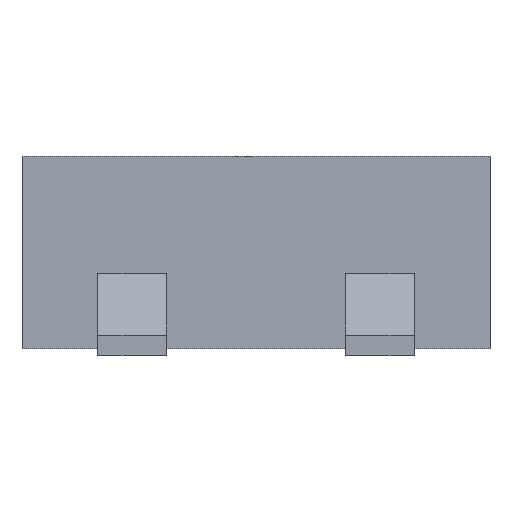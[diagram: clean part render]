
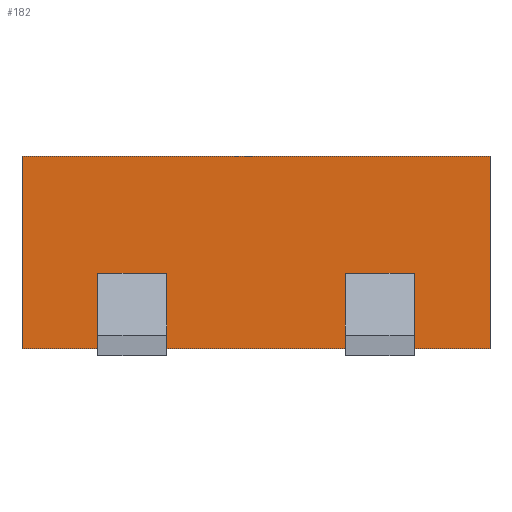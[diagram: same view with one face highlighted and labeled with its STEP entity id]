
A CAD part, front view. The second image highlights one B-rep face of the part: STEP entity #182.
In plain terms, the highlighted planar face has unit normal (0, -1, 0).
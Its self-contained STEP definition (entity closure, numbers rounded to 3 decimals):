
#13=DIRECTION('',(0.,0.,1.));
#110=VERTEX_POINT('',#111);
#111=CARTESIAN_POINT('',(-1.15,-1.35,0.6));
#114=EDGE_CURVE('',#115,#110,#117,.T.);
#115=VERTEX_POINT('',#116);
#116=CARTESIAN_POINT('',(-1.15,-1.35,0.45));
#117=LINE('',#118,#119);
#118=CARTESIAN_POINT('',(-1.15,-1.35,0.025));
#119=VECTOR('',#120,1.);
#120=DIRECTION('',(0.,0.,1.));
#144=VERTEX_POINT('',#145);
#145=CARTESIAN_POINT('',(-0.65,-1.35,0.6));
#147=ORIENTED_EDGE('',*,*,#148,.F.);
#148=EDGE_CURVE('',#149,#144,#151,.T.);
#149=VERTEX_POINT('',#150);
#150=CARTESIAN_POINT('',(-0.65,-1.35,0.45));
#151=LINE('',#152,#119);
#152=CARTESIAN_POINT('',(-0.65,-1.35,0.025));
#174=ORIENTED_EDGE('',*,*,#175,.F.);
#175=EDGE_CURVE('',#115,#149,#176,.T.);
#176=LINE('',#177,#178);
#177=CARTESIAN_POINT('',(0.275,-1.35,0.45));
#178=VECTOR('',#179,1.);
#179=DIRECTION('',(1.,0.,0.));
#182=ADVANCED_FACE('',(#183,#208,#234),#241,.T.);
#183=FACE_BOUND('',#184,.T.);
#184=EDGE_LOOP('',(#185,#193,#200,#205));
#185=ORIENTED_EDGE('',*,*,#186,.T.);
#186=EDGE_CURVE('',#187,#189,#191,.T.);
#187=VERTEX_POINT('',#188);
#188=CARTESIAN_POINT('',(1.7,-1.35,0.05));
#189=VERTEX_POINT('',#190);
#190=CARTESIAN_POINT('',(1.7,-1.35,1.45));
#191=LINE('',#188,#192);
#192=VECTOR('',#13,1.);
#193=ORIENTED_EDGE('',*,*,#194,.T.);
#194=EDGE_CURVE('',#189,#195,#197,.T.);
#195=VERTEX_POINT('',#196);
#196=CARTESIAN_POINT('',(-1.7,-1.35,1.45));
#197=LINE('',#190,#198);
#198=VECTOR('',#199,1.);
#199=DIRECTION('',(-1.,0.,0.));
#200=ORIENTED_EDGE('',*,*,#201,.F.);
#201=EDGE_CURVE('',#202,#195,#204,.T.);
#202=VERTEX_POINT('',#203);
#203=CARTESIAN_POINT('',(-1.7,-1.35,0.05));
#204=LINE('',#203,#192);
#205=ORIENTED_EDGE('',*,*,#206,.F.);
#206=EDGE_CURVE('',#187,#202,#207,.T.);
#207=LINE('',#188,#198);
#208=FACE_BOUND('',#209,.T.);
#209=EDGE_LOOP('',(#210,#218,#224,#230));
#210=ORIENTED_EDGE('',*,*,#211,.F.);
#211=EDGE_CURVE('',#212,#214,#216,.T.);
#212=VERTEX_POINT('',#213);
#213=CARTESIAN_POINT('',(0.65,-1.35,0.45));
#214=VERTEX_POINT('',#215);
#215=CARTESIAN_POINT('',(1.15,-1.35,0.45));
#216=LINE('',#217,#178);
#217=CARTESIAN_POINT('',(1.175,-1.35,0.45));
#218=ORIENTED_EDGE('',*,*,#219,.T.);
#219=EDGE_CURVE('',#212,#220,#222,.T.);
#220=VERTEX_POINT('',#221);
#221=CARTESIAN_POINT('',(0.65,-1.35,0.6));
#222=LINE('',#223,#119);
#223=CARTESIAN_POINT('',(0.65,-1.35,0.025));
#224=ORIENTED_EDGE('',*,*,#225,.T.);
#225=EDGE_CURVE('',#220,#226,#228,.T.);
#226=VERTEX_POINT('',#227);
#227=CARTESIAN_POINT('',(1.15,-1.35,0.6));
#228=LINE('',#229,#178);
#229=CARTESIAN_POINT('',(1.175,-1.35,0.6));
#230=ORIENTED_EDGE('',*,*,#231,.F.);
#231=EDGE_CURVE('',#214,#226,#232,.T.);
#232=LINE('',#233,#119);
#233=CARTESIAN_POINT('',(1.15,-1.35,0.025));
#234=FACE_BOUND('',#235,.T.);
#235=EDGE_LOOP('',(#174,#236,#237,#147));
#236=ORIENTED_EDGE('',*,*,#114,.T.);
#237=ORIENTED_EDGE('',*,*,#238,.T.);
#238=EDGE_CURVE('',#110,#144,#239,.T.);
#239=LINE('',#240,#178);
#240=CARTESIAN_POINT('',(0.275,-1.35,0.6));
#241=PLANE('',#242);
#242=AXIS2_PLACEMENT_3D('',#188,#243,#199);
#243=DIRECTION('',(0.,-1.,0.));
